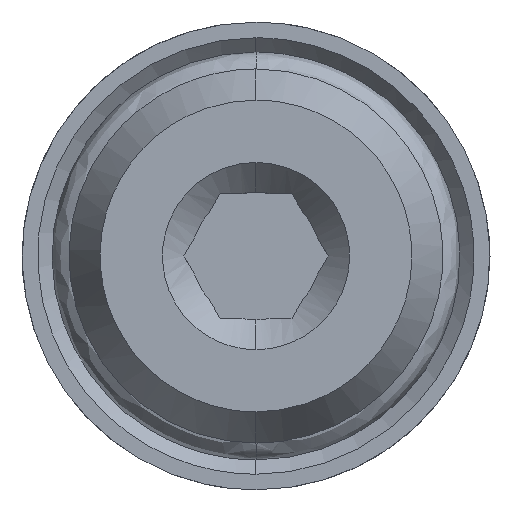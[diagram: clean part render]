
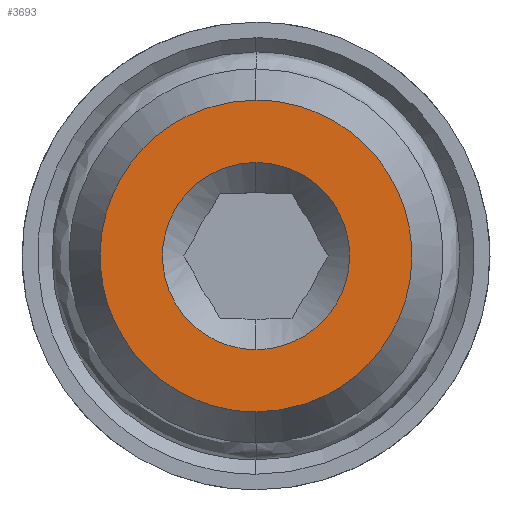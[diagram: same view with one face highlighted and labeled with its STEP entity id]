
A CAD part, front view. The second image highlights one B-rep face of the part: STEP entity #3693.
In plain terms, the highlighted free-form (B-spline) face has degree [1, 1] with [2, 2] control points.
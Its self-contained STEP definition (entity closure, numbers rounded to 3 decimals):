
#118 = CARTESIAN_POINT ( 'NONE',  ( -4.871, 0., -1.307 ) ) ;
#139 = CARTESIAN_POINT ( 'NONE',  ( -4.368, 0., -2.52 ) ) ;
#144 = CARTESIAN_POINT ( 'NONE',  ( 0.394, 0., -3. ) ) ;
#163 = CARTESIAN_POINT ( 'NONE',  ( 1.512, 0., 2.621 ) ) ;
#174 = CARTESIAN_POINT ( 'NONE',  ( 2.621, 0., 1.512 ) ) ;
#175 = B_SPLINE_CURVE_WITH_KNOTS ( 'NONE', 3,
 ( #482, #3337, #3979, #163, #3011, #2056, #174, #2384, #2733, #3063, #3946, #448, #1116, #3382, #502, #2023, #144, #2691 ),
 .UNSPECIFIED., .F., .F.,
 ( 4, 2, 2, 2, 2, 2, 2, 2, 4 ),
 ( 0., 0.393, 0.785, 1.178, 1.571, 1.963, 2.356, 2.749, 3.142 ),
 .UNSPECIFIED. ) ;
#288 = CARTESIAN_POINT ( 'NONE',  ( 4.871, 0., -1.307 ) ) ;
#448 = CARTESIAN_POINT ( 'NONE',  ( 2.621, 0., -1.512 ) ) ;
#467 = VERTEX_POINT ( 'NONE', #1194 ) ;
#482 = CARTESIAN_POINT ( 'NONE',  ( 0., 0., 3. ) ) ;
#502 = CARTESIAN_POINT ( 'NONE',  ( 1.512, 0., -2.621 ) ) ;
#508 = CARTESIAN_POINT ( 'NONE',  ( 4., 0., -3.071 ) ) ;
#544 = CARTESIAN_POINT ( 'NONE',  ( 0., 0., -5. ) ) ;
#591 = CARTESIAN_POINT ( 'NONE',  ( 5., 0., 0.657 ) ) ;
#608 = CARTESIAN_POINT ( 'NONE',  ( 0.657, 0., 5. ) ) ;
#635 = VERTEX_POINT ( 'NONE', #1975 ) ;
#639 = CARTESIAN_POINT ( 'NONE',  ( 0., 0., -3. ) ) ;
#717 = CARTESIAN_POINT ( 'NONE',  ( -4., 0., -3.071 ) ) ;
#718 = FACE_OUTER_BOUND ( 'NONE', #2685, .T. ) ;
#745 = CARTESIAN_POINT ( 'NONE',  ( -3.071, 0., 4. ) ) ;
#758 = CARTESIAN_POINT ( 'NONE',  ( -3.071, 0., -4. ) ) ;
#810 = CARTESIAN_POINT ( 'NONE',  ( 0., 0., -5. ) ) ;
#856 = FACE_BOUND ( 'NONE', #3303, .T. ) ;
#886 = CARTESIAN_POINT ( 'NONE',  ( 2.52, 0., 4.368 ) ) ;
#917 = CARTESIAN_POINT ( 'NONE',  ( 4., 0., 3.071 ) ) ;
#1016 = CARTESIAN_POINT ( 'NONE',  ( -1.307, 0., -4.871 ) ) ;
#1070 = CARTESIAN_POINT ( 'NONE',  ( -5., 0., 0.657 ) ) ;
#1116 = CARTESIAN_POINT ( 'NONE',  ( 2.4, 0., -1.843 ) ) ;
#1194 = CARTESIAN_POINT ( 'NONE',  ( 0., 0., -3. ) ) ;
#1344 = CARTESIAN_POINT ( 'NONE',  ( 0., 0., 3. ) ) ;
#1359 = ORIENTED_EDGE ( 'NONE', *, *, #2585, .T. ) ;
#1528 = B_SPLINE_SURFACE_WITH_KNOTS ( 'NONE', 1, 1, ( 
 ( #4027, #3379 ),
 ( #2755, #2051 ) ),
 .UNSPECIFIED., .F., .F., .F.,
 ( 2, 2 ),
 ( 2, 2 ),
 ( 0., 1. ),
 ( 0., 1. ),
 .UNSPECIFIED. ) ;
#1547 = CARTESIAN_POINT ( 'NONE',  ( 1.307, 0., 4.871 ) ) ;
#1643 =( BOUNDED_CURVE ( )  B_SPLINE_CURVE ( 3, ( #2205, #3171, #2493, #639 ),
 .UNSPECIFIED., .F., .T. ) 
 B_SPLINE_CURVE_WITH_KNOTS ( ( 4, 4 ),
 ( -3.142, 0. ),
 .UNSPECIFIED. ) 
 CURVE ( )  GEOMETRIC_REPRESENTATION_ITEM ( )  RATIONAL_B_SPLINE_CURVE ( ( 1., 0.333, 0.333, 1. ) ) 
 REPRESENTATION_ITEM ( '' )  );
#1728 = EDGE_CURVE ( 'NONE', #2833, #467, #1643, .T. ) ;
#1753 = CARTESIAN_POINT ( 'NONE',  ( 1.307, 0., -4.871 ) ) ;
#1757 = ORIENTED_EDGE ( 'NONE', *, *, #4052, .T. ) ;
#1767 = B_SPLINE_CURVE_WITH_KNOTS ( 'NONE', 3,
 ( #2629, #2964, #2657, #3325, #745, #2300, #1992, #3008, #1070, #3312, #118, #139, #717, #758, #2993, #1016, #2315, #2006 ),
 .UNSPECIFIED., .F., .F.,
 ( 4, 2, 2, 2, 2, 2, 2, 2, 4 ),
 ( 0., 0.393, 0.785, 1.178, 1.571, 1.963, 2.356, 2.749, 3.142 ),
 .UNSPECIFIED. ) ;
#1811 = CARTESIAN_POINT ( 'NONE',  ( 4.871, 0., 1.307 ) ) ;
#1975 = CARTESIAN_POINT ( 'NONE',  ( 0., 0., 5. ) ) ;
#1992 = CARTESIAN_POINT ( 'NONE',  ( -4.368, 0., 2.52 ) ) ;
#2006 = CARTESIAN_POINT ( 'NONE',  ( 0., 0., -5. ) ) ;
#2023 = CARTESIAN_POINT ( 'NONE',  ( 0.784, 0., -2.922 ) ) ;
#2051 = CARTESIAN_POINT ( 'NONE',  ( 5.06, 0., -5.06 ) ) ;
#2056 = CARTESIAN_POINT ( 'NONE',  ( 2.4, 0., 1.843 ) ) ;
#2114 = CARTESIAN_POINT ( 'NONE',  ( 5., 0., -0.657 ) ) ;
#2205 = CARTESIAN_POINT ( 'NONE',  ( 0., 0., 3. ) ) ;
#2300 = CARTESIAN_POINT ( 'NONE',  ( -4., 0., 3.071 ) ) ;
#2315 = CARTESIAN_POINT ( 'NONE',  ( -0.657, 0., -5. ) ) ;
#2384 = CARTESIAN_POINT ( 'NONE',  ( 2.922, 0., 0.784 ) ) ;
#2407 = CARTESIAN_POINT ( 'NONE',  ( 3.071, 0., -4. ) ) ;
#2491 = CARTESIAN_POINT ( 'NONE',  ( 4.368, 0., -2.52 ) ) ;
#2493 = CARTESIAN_POINT ( 'NONE',  ( -6., 0., -3. ) ) ;
#2585 = EDGE_CURVE ( 'NONE', #2833, #467, #175, .T. ) ;
#2629 = CARTESIAN_POINT ( 'NONE',  ( 0., 0., 5. ) ) ;
#2657 = CARTESIAN_POINT ( 'NONE',  ( -1.307, 0., 4.871 ) ) ;
#2685 = EDGE_LOOP ( 'NONE', ( #3959, #1757 ) ) ;
#2691 = CARTESIAN_POINT ( 'NONE',  ( 0., 0., -3. ) ) ;
#2733 = CARTESIAN_POINT ( 'NONE',  ( 3., 0., 0.394 ) ) ;
#2755 = CARTESIAN_POINT ( 'NONE',  ( -5.06, 0., -5.06 ) ) ;
#2833 = VERTEX_POINT ( 'NONE', #1344 ) ;
#2964 = CARTESIAN_POINT ( 'NONE',  ( -0.657, 0., 5. ) ) ;
#2993 = CARTESIAN_POINT ( 'NONE',  ( -2.52, 0., -4.368 ) ) ;
#3008 = CARTESIAN_POINT ( 'NONE',  ( -4.871, 0., 1.307 ) ) ;
#3011 = CARTESIAN_POINT ( 'NONE',  ( 1.843, 0., 2.4 ) ) ;
#3063 = CARTESIAN_POINT ( 'NONE',  ( 3., 0., -0.394 ) ) ;
#3086 = ORIENTED_EDGE ( 'NONE', *, *, #1728, .F. ) ;
#3098 = B_SPLINE_CURVE_WITH_KNOTS ( 'NONE', 3,
 ( #810, #3389, #1753, #3999, #2407, #508, #2491, #288, #2114, #591, #1811, #3155, #917, #4061, #886, #1547, #608, #3123 ),
 .UNSPECIFIED., .F., .F.,
 ( 4, 2, 2, 2, 2, 2, 2, 2, 4 ),
 ( 0., 0.393, 0.785, 1.178, 1.571, 1.963, 2.356, 2.749, 3.142 ),
 .UNSPECIFIED. ) ;
#3123 = CARTESIAN_POINT ( 'NONE',  ( 0., 0., 5. ) ) ;
#3155 = CARTESIAN_POINT ( 'NONE',  ( 4.368, 0., 2.52 ) ) ;
#3171 = CARTESIAN_POINT ( 'NONE',  ( -6., 0., 3. ) ) ;
#3303 = EDGE_LOOP ( 'NONE', ( #1359, #3086 ) ) ;
#3312 = CARTESIAN_POINT ( 'NONE',  ( -5., 0., -0.657 ) ) ;
#3325 = CARTESIAN_POINT ( 'NONE',  ( -2.52, 0., 4.368 ) ) ;
#3337 = CARTESIAN_POINT ( 'NONE',  ( 0.394, 0., 3. ) ) ;
#3350 = VERTEX_POINT ( 'NONE', #544 ) ;
#3379 = CARTESIAN_POINT ( 'NONE',  ( 5.06, 0., 5.06 ) ) ;
#3382 = CARTESIAN_POINT ( 'NONE',  ( 1.843, 0., -2.4 ) ) ;
#3389 = CARTESIAN_POINT ( 'NONE',  ( 0.657, 0., -5. ) ) ;
#3598 = EDGE_CURVE ( 'NONE', #635, #3350, #1767, .T. ) ;
#3693 = ADVANCED_FACE ( 'NONE', ( #856, #718 ), #1528, .T. ) ;
#3946 = CARTESIAN_POINT ( 'NONE',  ( 2.922, 0., -0.784 ) ) ;
#3959 = ORIENTED_EDGE ( 'NONE', *, *, #3598, .T. ) ;
#3979 = CARTESIAN_POINT ( 'NONE',  ( 0.784, 0., 2.922 ) ) ;
#3999 = CARTESIAN_POINT ( 'NONE',  ( 2.52, 0., -4.368 ) ) ;
#4027 = CARTESIAN_POINT ( 'NONE',  ( -5.06, 0., 5.06 ) ) ;
#4052 = EDGE_CURVE ( 'NONE', #3350, #635, #3098, .T. ) ;
#4061 = CARTESIAN_POINT ( 'NONE',  ( 3.071, 0., 4. ) ) ;
